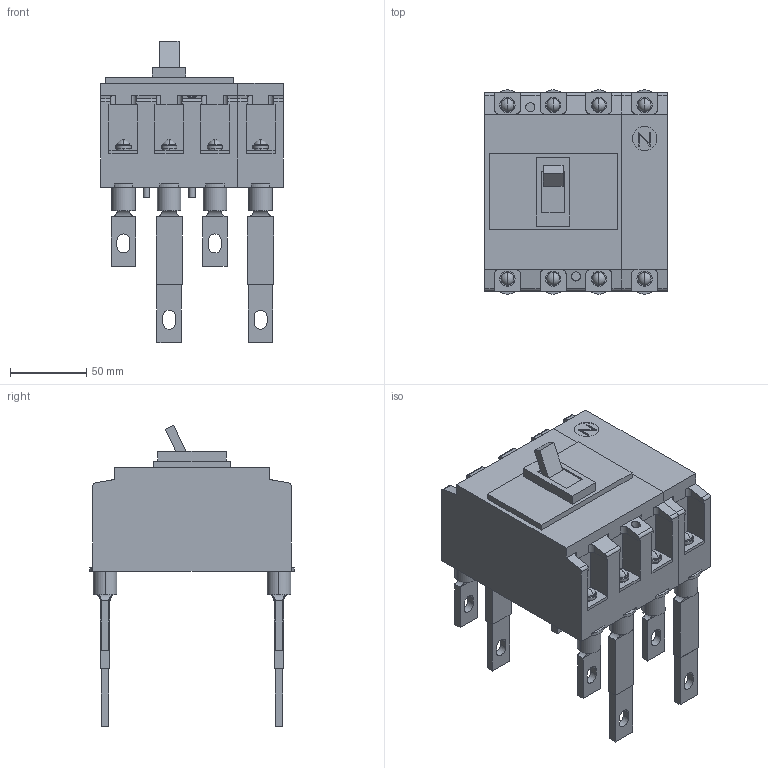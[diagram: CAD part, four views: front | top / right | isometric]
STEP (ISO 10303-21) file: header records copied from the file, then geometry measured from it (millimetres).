
FILE_DESCRIPTION (( 'STEP AP214' ), '1' );
FILE_NAME ('PS125NF4R125.STEP', '2023-03-01T01:00:48', ( 'CAD' ), ( '' ), 'SwSTEP 2.0', 'SolidWorks 2015', '' );
FILE_SCHEMA (( 'AUTOMOTIVE_DESIGN' ));
Length unit declared in the file: millimetre
Products named in the file (1): PS125NF4R125
Bounding box: 120 x 134 x 197.5 mm (x, y, z)
Volume: 1039395.1 mm3; surface area: 138416.7 mm2
Topology: 44 solids, 44 shells, 502 faces, 1136 edges, 744 vertices
Faces by surface type: plane 312, cylinder 174, sphere 16
Entity records: 17066 total; most frequent: CARTESIAN_POINT 3019, DIRECTION 2370, ORIENTED_EDGE 2272, EDGE_CURVE 1136, LINE 804, VECTOR 804, AXIS2_PLACEMENT_3D 783, VERTEX_POINT 744
